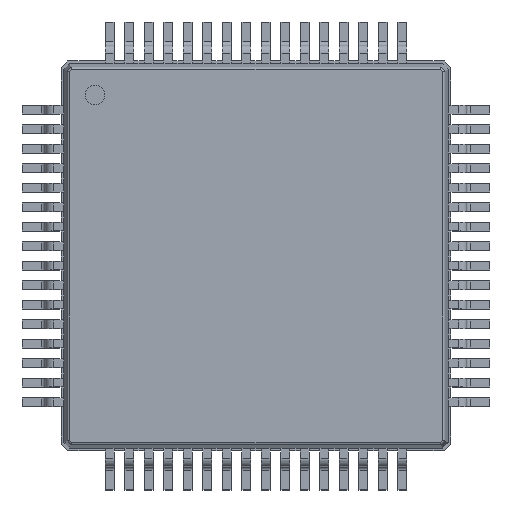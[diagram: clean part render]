
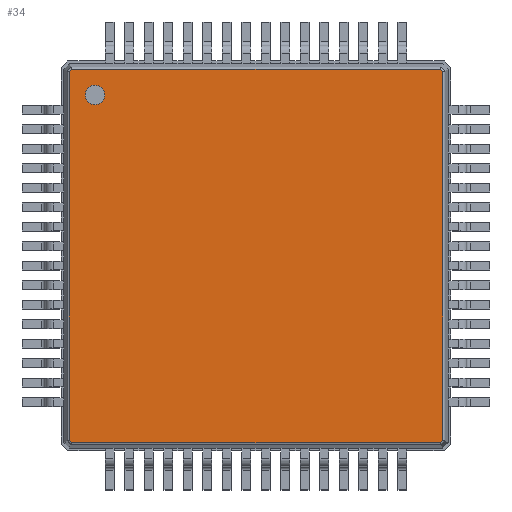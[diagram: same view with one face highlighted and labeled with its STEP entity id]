
A CAD part, top view. The second image highlights one B-rep face of the part: STEP entity #34.
In plain terms, the highlighted planar face has unit normal (0, 0, 1).
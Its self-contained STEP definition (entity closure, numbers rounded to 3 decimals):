
#21 = EDGE_CURVE('',#22,#22,#24,.T.);
#22 = VERTEX_POINT('',#23);
#23 = CARTESIAN_POINT('',(-4.129,3.879,1.1));
#24 = CIRCLE('',#25,0.25);
#25 = AXIS2_PLACEMENT_3D('',#26,#27,#28);
#26 = CARTESIAN_POINT('',(-4.129,4.129,1.1));
#27 = DIRECTION('',(0.,-0.,-1.));
#28 = DIRECTION('',(0.,-1.,0.));
#34 = ADVANCED_FACE('',(#35,#117),#120,.T.);
#35 = FACE_BOUND('',#36,.T.);
#36 = EDGE_LOOP('',(#37,#49,#59,#69,#79,#89,#99,#109));
#37 = ORIENTED_EDGE('',*,*,#38,.F.);
#38 = EDGE_CURVE('',#39,#41,#43,.T.);
#39 = VERTEX_POINT('',#40);
#40 = CARTESIAN_POINT('',(-4.724,4.789,1.1));
#41 = VERTEX_POINT('',#42);
#42 = CARTESIAN_POINT('',(4.724,4.789,1.1));
#43 = B_SPLINE_CURVE_WITH_KNOTS('',2,(#44,#45,#46,#47,#48),
.UNSPECIFIED.,.F.,.F.,(3,1,1,3),(-0.505,-0.04,
9.52,9.984),.UNSPECIFIED.);
#44 = CARTESIAN_POINT('',(-5.244,4.789,1.1));
#45 = CARTESIAN_POINT('',(-5.012,4.789,1.1));
#46 = CARTESIAN_POINT('',(0.,4.789,1.1));
#47 = CARTESIAN_POINT('',(5.012,4.789,1.1));
#48 = CARTESIAN_POINT('',(5.244,4.789,1.1));
#49 = ORIENTED_EDGE('',*,*,#50,.F.);
#50 = EDGE_CURVE('',#51,#39,#53,.T.);
#51 = VERTEX_POINT('',#52);
#52 = CARTESIAN_POINT('',(-4.789,4.724,1.1));
#53 = B_SPLINE_CURVE_WITH_KNOTS('',2,(#54,#55,#56,#57,#58),
.UNSPECIFIED.,.F.,.F.,(3,1,1,3),(-0.218,-0.04,
0.167,0.345),.UNSPECIFIED.);
#54 = CARTESIAN_POINT('',(-4.955,4.557,1.1));
#55 = CARTESIAN_POINT('',(-4.892,4.62,1.1));
#56 = CARTESIAN_POINT('',(-4.756,4.756,1.1));
#57 = CARTESIAN_POINT('',(-4.62,4.892,1.1));
#58 = CARTESIAN_POINT('',(-4.557,4.955,1.1));
#59 = ORIENTED_EDGE('',*,*,#60,.F.);
#60 = EDGE_CURVE('',#61,#51,#63,.T.);
#61 = VERTEX_POINT('',#62);
#62 = CARTESIAN_POINT('',(-4.789,-4.724,1.1));
#63 = B_SPLINE_CURVE_WITH_KNOTS('',2,(#64,#65,#66,#67,#68),
.UNSPECIFIED.,.F.,.F.,(3,1,1,3),(-0.505,-0.04,
9.52,9.984),.UNSPECIFIED.);
#64 = CARTESIAN_POINT('',(-4.789,-5.244,1.1));
#65 = CARTESIAN_POINT('',(-4.789,-5.012,1.1));
#66 = CARTESIAN_POINT('',(-4.789,0.,1.1));
#67 = CARTESIAN_POINT('',(-4.789,5.012,1.1));
#68 = CARTESIAN_POINT('',(-4.789,5.244,1.1));
#69 = ORIENTED_EDGE('',*,*,#70,.F.);
#70 = EDGE_CURVE('',#71,#61,#73,.T.);
#71 = VERTEX_POINT('',#72);
#72 = CARTESIAN_POINT('',(-4.724,-4.789,1.1));
#73 = B_SPLINE_CURVE_WITH_KNOTS('',2,(#74,#75,#76,#77,#78),
.UNSPECIFIED.,.F.,.F.,(3,1,1,3),(-0.218,-0.04,
0.167,0.345),.UNSPECIFIED.);
#74 = CARTESIAN_POINT('',(-4.557,-4.955,1.1));
#75 = CARTESIAN_POINT('',(-4.62,-4.892,1.1));
#76 = CARTESIAN_POINT('',(-4.756,-4.756,1.1));
#77 = CARTESIAN_POINT('',(-4.892,-4.62,1.1));
#78 = CARTESIAN_POINT('',(-4.955,-4.557,1.1));
#79 = ORIENTED_EDGE('',*,*,#80,.F.);
#80 = EDGE_CURVE('',#81,#71,#83,.T.);
#81 = VERTEX_POINT('',#82);
#82 = CARTESIAN_POINT('',(4.724,-4.789,1.1));
#83 = B_SPLINE_CURVE_WITH_KNOTS('',2,(#84,#85,#86,#87,#88),
.UNSPECIFIED.,.F.,.F.,(3,1,1,3),(-0.505,-0.04,
9.52,9.984),.UNSPECIFIED.);
#84 = CARTESIAN_POINT('',(5.244,-4.789,1.1));
#85 = CARTESIAN_POINT('',(5.012,-4.789,1.1));
#86 = CARTESIAN_POINT('',(0.,-4.789,1.1));
#87 = CARTESIAN_POINT('',(-5.012,-4.789,1.1));
#88 = CARTESIAN_POINT('',(-5.244,-4.789,1.1));
#89 = ORIENTED_EDGE('',*,*,#90,.F.);
#90 = EDGE_CURVE('',#91,#81,#93,.T.);
#91 = VERTEX_POINT('',#92);
#92 = CARTESIAN_POINT('',(4.789,-4.724,1.1));
#93 = B_SPLINE_CURVE_WITH_KNOTS('',2,(#94,#95,#96,#97,#98),
.UNSPECIFIED.,.F.,.F.,(3,1,1,3),(-0.218,-0.04,
0.167,0.345),.UNSPECIFIED.);
#94 = CARTESIAN_POINT('',(4.955,-4.557,1.1));
#95 = CARTESIAN_POINT('',(4.892,-4.62,1.1));
#96 = CARTESIAN_POINT('',(4.756,-4.756,1.1));
#97 = CARTESIAN_POINT('',(4.62,-4.892,1.1));
#98 = CARTESIAN_POINT('',(4.557,-4.955,1.1));
#99 = ORIENTED_EDGE('',*,*,#100,.F.);
#100 = EDGE_CURVE('',#101,#91,#103,.T.);
#101 = VERTEX_POINT('',#102);
#102 = CARTESIAN_POINT('',(4.789,4.724,1.1));
#103 = B_SPLINE_CURVE_WITH_KNOTS('',2,(#104,#105,#106,#107,#108),
.UNSPECIFIED.,.F.,.F.,(3,1,1,3),(-0.505,-0.04,
9.52,9.984),.UNSPECIFIED.);
#104 = CARTESIAN_POINT('',(4.789,5.244,1.1));
#105 = CARTESIAN_POINT('',(4.789,5.012,1.1));
#106 = CARTESIAN_POINT('',(4.789,0.,1.1));
#107 = CARTESIAN_POINT('',(4.789,-5.012,1.1));
#108 = CARTESIAN_POINT('',(4.789,-5.244,1.1));
#109 = ORIENTED_EDGE('',*,*,#110,.F.);
#110 = EDGE_CURVE('',#41,#101,#111,.T.);
#111 = B_SPLINE_CURVE_WITH_KNOTS('',2,(#112,#113,#114,#115,#116),
.UNSPECIFIED.,.F.,.F.,(3,1,1,3),(-0.218,-0.04,
0.167,0.345),.UNSPECIFIED.);
#112 = CARTESIAN_POINT('',(4.557,4.955,1.1));
#113 = CARTESIAN_POINT('',(4.62,4.892,1.1));
#114 = CARTESIAN_POINT('',(4.756,4.756,1.1));
#115 = CARTESIAN_POINT('',(4.892,4.62,1.1));
#116 = CARTESIAN_POINT('',(4.955,4.557,1.1));
#117 = FACE_BOUND('',#118,.T.);
#118 = EDGE_LOOP('',(#119));
#119 = ORIENTED_EDGE('',*,*,#21,.T.);
#120 = PLANE('',#121);
#121 = AXIS2_PLACEMENT_3D('',#122,#123,#124);
#122 = CARTESIAN_POINT('',(-4.74,4.829,1.1));
#123 = DIRECTION('',(0.,0.,1.));
#124 = DIRECTION('',(0.7,-0.714,0.));
